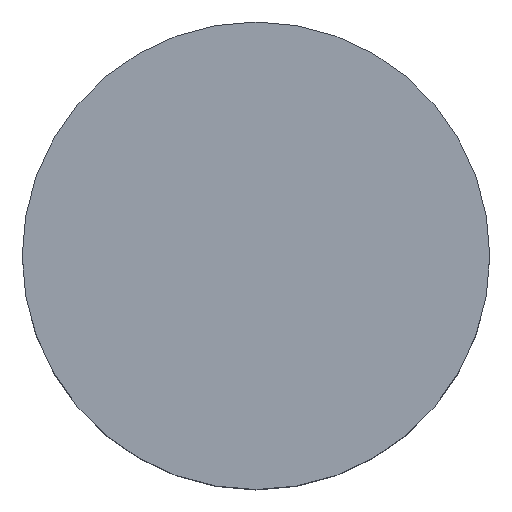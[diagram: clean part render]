
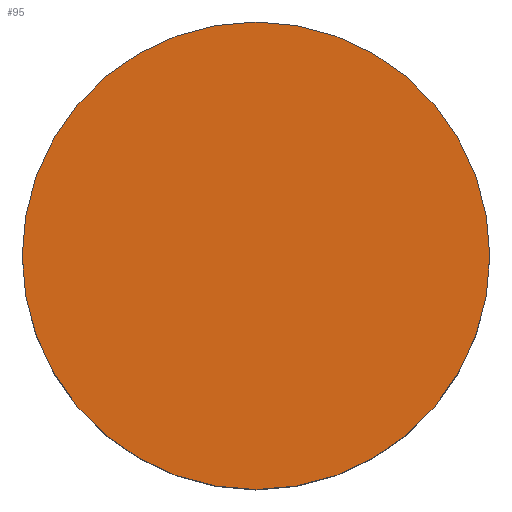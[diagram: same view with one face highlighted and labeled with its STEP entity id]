
A CAD part, top view. The second image highlights one B-rep face of the part: STEP entity #95.
In plain terms, the highlighted planar face has unit normal (0, 0, 1).
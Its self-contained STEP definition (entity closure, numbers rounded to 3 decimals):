
#3 = CARTESIAN_POINT ( 'NONE',  ( 0., 0., 0. ) ) ;
#21 = DIRECTION ( 'NONE',  ( 0., 0., 1. ) ) ;
#35 = DIRECTION ( 'NONE',  ( 1., 0., 0. ) ) ;
#57 = CARTESIAN_POINT ( 'NONE',  ( 0., 0., 0. ) ) ;
#76 = ORIENTED_EDGE ( 'NONE', *, *, #169, .T. ) ;
#85 = CARTESIAN_POINT ( 'NONE',  ( -3., 0., 0. ) ) ;
#88 = DIRECTION ( 'NONE',  ( 1., 0., 0. ) ) ;
#95 = ADVANCED_FACE ( 'NONE', ( #251 ), #172, .T. ) ;
#137 = CARTESIAN_POINT ( 'NONE',  ( 0., 0., 0. ) ) ;
#146 = DIRECTION ( 'NONE',  ( 0., 0., 1. ) ) ;
#147 = CIRCLE ( 'NONE', #154, 3. ) ;
#154 = AXIS2_PLACEMENT_3D ( 'NONE', #137, #21, #302 ) ;
#160 = VERTEX_POINT ( 'NONE', #198 ) ;
#169 = EDGE_CURVE ( 'NONE', #160, #192, #147, .T. ) ;
#172 = PLANE ( 'NONE',  #214 ) ;
#192 = VERTEX_POINT ( 'NONE', #85 ) ;
#198 = CARTESIAN_POINT ( 'NONE',  ( 3., 0., 0. ) ) ;
#200 = AXIS2_PLACEMENT_3D ( 'NONE', #3, #146, #35 ) ;
#204 = EDGE_LOOP ( 'NONE', ( #76, #268 ) ) ;
#211 = EDGE_CURVE ( 'NONE', #192, #160, #250, .T. ) ;
#214 = AXIS2_PLACEMENT_3D ( 'NONE', #57, #247, #88 ) ;
#247 = DIRECTION ( 'NONE',  ( 0., 0., 1. ) ) ;
#250 = CIRCLE ( 'NONE', #200, 3. ) ;
#251 = FACE_OUTER_BOUND ( 'NONE', #204, .T. ) ;
#268 = ORIENTED_EDGE ( 'NONE', *, *, #211, .T. ) ;
#302 = DIRECTION ( 'NONE',  ( 1., 0., 0. ) ) ;
